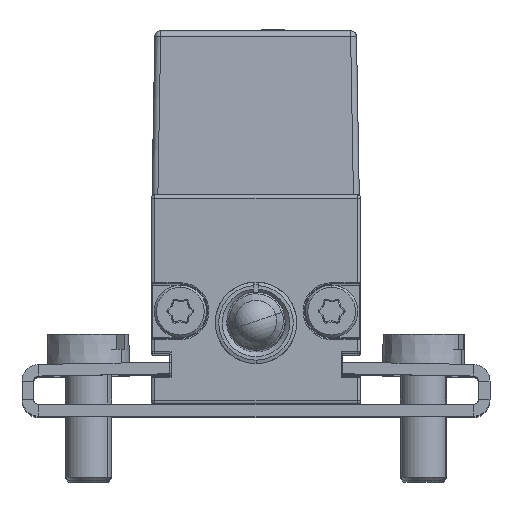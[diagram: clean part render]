
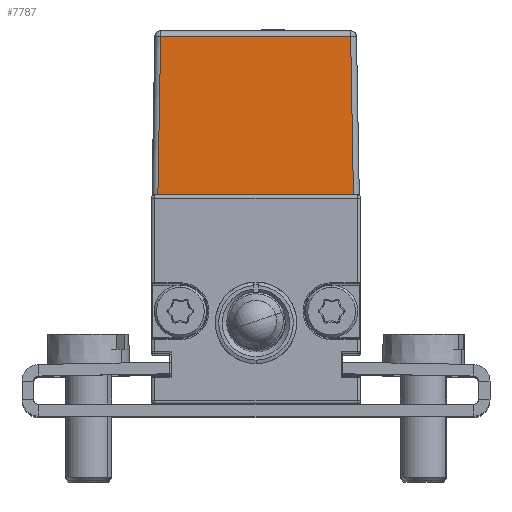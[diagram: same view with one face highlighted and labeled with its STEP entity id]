
A CAD part, top view. The second image highlights one B-rep face of the part: STEP entity #7787.
In plain terms, the highlighted planar face has unit normal (0, 0.018, 1).
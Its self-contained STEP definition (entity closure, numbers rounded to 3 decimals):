
#391 = FACE_OUTER_BOUND ( 'NONE', #1749, .T. ) ;
#407 = PLANE ( 'NONE',  #10300 ) ;
#417 = CARTESIAN_POINT ( 'NONE',  ( -8.929, 18., 89.184 ) ) ;
#418 = DIRECTION ( 'NONE',  ( 0., 0.017, 1. ) ) ;
#419 = DIRECTION ( 'NONE',  ( 0., -1., 0.017 ) ) ;
#1749 = EDGE_LOOP ( 'NONE', ( #9021, #9047, #9020, #9046 ) ) ;
#7787 = ADVANCED_FACE ( 'NONE', ( #391 ), #407, .T. ) ;
#9020 = ORIENTED_EDGE ( 'NONE', *, *, #11475, .T. ) ;
#9021 = ORIENTED_EDGE ( 'NONE', *, *, #11491, .T. ) ;
#9046 = ORIENTED_EDGE ( 'NONE', *, *, #11559, .T. ) ;
#9047 = ORIENTED_EDGE ( 'NONE', *, *, #11449, .T. ) ;
#10300 = AXIS2_PLACEMENT_3D ( 'NONE', #417, #418, #419 ) ;
#11449 = EDGE_CURVE ( 'NONE', #25178, #29502, #25348, .T. ) ;
#11475 = EDGE_CURVE ( 'NONE', #29502, #25549, #25468, .T. ) ;
#11491 = EDGE_CURVE ( 'NONE', #25477, #25178, #25524, .T. ) ;
#11559 = EDGE_CURVE ( 'NONE', #25549, #25477, #25836, .T. ) ;
#21538 = VECTOR ( 'NONE', #25359, 1000. ) ;
#21571 = VECTOR ( 'NONE', #25470, 1000. ) ;
#21591 = VECTOR ( 'NONE', #25534, 1000. ) ;
#21688 = VECTOR ( 'NONE', #25839, 1000. ) ;
#25178 = VERTEX_POINT ( 'NONE', #27220 ) ;
#25348 = LINE ( 'NONE', #25357, #21538 ) ;
#25357 = CARTESIAN_POINT ( 'NONE',  ( -8.929, 31.583, 88.947 ) ) ;
#25359 = DIRECTION ( 'NONE',  ( -1., 0., 0. ) ) ;
#25468 = LINE ( 'NONE', #25469, #21571 ) ;
#25469 = CARTESIAN_POINT ( 'NONE',  ( -8.426, 17.991, 89.184 ) ) ;
#25470 = DIRECTION ( 'NONE',  ( -0.017, -1., 0.017 ) ) ;
#25477 = VERTEX_POINT ( 'NONE', #27285 ) ;
#25524 = LINE ( 'NONE', #25532, #21591 ) ;
#25532 = CARTESIAN_POINT ( 'NONE',  ( 8.36, 18.302, 89.179 ) ) ;
#25534 = DIRECTION ( 'NONE',  ( -0.017, 1., -0.017 ) ) ;
#25549 = VERTEX_POINT ( 'NONE', #27306 ) ;
#25836 = LINE ( 'NONE', #25837, #21688 ) ;
#25837 = CARTESIAN_POINT ( 'NONE',  ( -8.929, 18., 89.184 ) ) ;
#25839 = DIRECTION ( 'NONE',  ( 1., 0., 0. ) ) ;
#27220 = CARTESIAN_POINT ( 'NONE',  ( 8.129, 31.583, 88.947 ) ) ;
#27285 = CARTESIAN_POINT ( 'NONE',  ( 8.366, 18., 89.184 ) ) ;
#27306 = CARTESIAN_POINT ( 'NONE',  ( -8.426, 18., 89.184 ) ) ;
#27805 = CARTESIAN_POINT ( 'NONE',  ( -8.189, 31.583, 88.947 ) ) ;
#29502 = VERTEX_POINT ( 'NONE', #27805 ) ;
